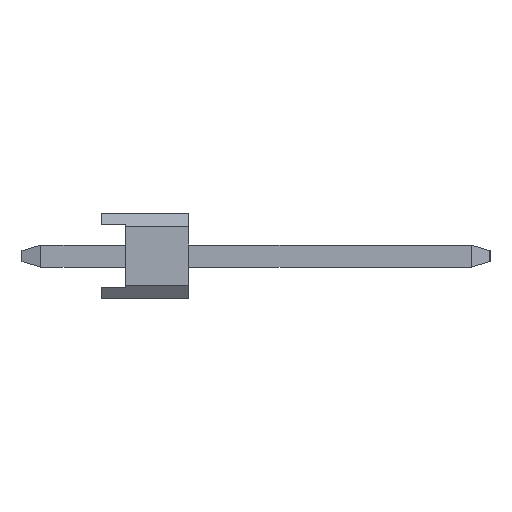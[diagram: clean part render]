
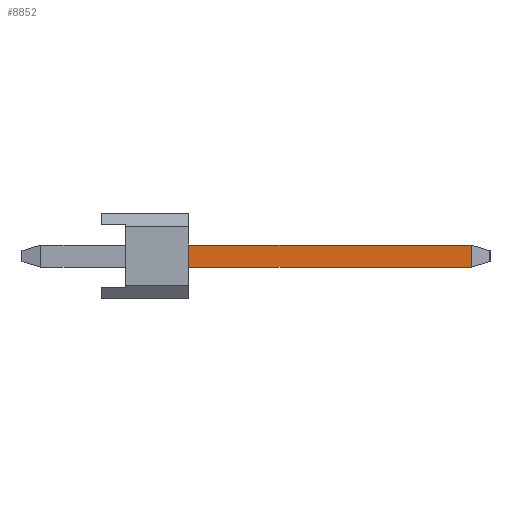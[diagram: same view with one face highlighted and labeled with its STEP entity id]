
A CAD part, left-side view. The second image highlights one B-rep face of the part: STEP entity #8852.
In plain terms, the highlighted planar face has unit normal (-1, 0, 0).
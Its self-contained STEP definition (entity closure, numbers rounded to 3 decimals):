
#4496=EDGE_CURVE('',#10676,#7932,#12845,.T.);
#4818=EDGE_CURVE('',#7932,#6924,#13199,.T.);
#6924=VERTEX_POINT('',#15512);
#7932=VERTEX_POINT('',#16614);
#8020=EDGE_CURVE('',#6924,#8446,#16709,.T.);
#8446=VERTEX_POINT('',#17177);
#8814=EDGE_CURVE('',#8446,#10676,#17579,.T.);
#8852=ADVANCED_FACE('',(#17622),#17623,.T.);
#10676=VERTEX_POINT('',#19669);
#12845=LINE('',#22175,#22176);
#13199=LINE('',#22685,#22686);
#15512=CARTESIAN_POINT('',(-33.34,-10.744,-0.32));
#16614=CARTESIAN_POINT('',(-33.34,-10.744,0.32));
#16709=LINE('',#27761,#27762);
#17177=CARTESIAN_POINT('',(-33.34,-2.54,-0.32));
#17579=LINE('',#28997,#28998);
#17622=FACE_OUTER_BOUND('',#29051,.T.);
#17623=PLANE('',#29052);
#19669=CARTESIAN_POINT('',(-33.34,-2.54,0.32));
#22175=CARTESIAN_POINT('',(-33.34,-4.49,0.32));
#22176=VECTOR('',#35279,1.0);
#22685=CARTESIAN_POINT('',(-33.34,-10.744,0.5));
#22686=VECTOR('',#35621,1.0);
#27761=CARTESIAN_POINT('',(-33.34,1.764,-0.32));
#27762=VECTOR('',#38962,1.0);
#28997=CARTESIAN_POINT('',(-33.34,-2.54,0.252));
#28998=VECTOR('',#39761,1.0);
#29051=EDGE_LOOP('',(#39808,#39809,#39810,#39811));
#29052=AXIS2_PLACEMENT_3D('',#39812,#39813,#39814);
#35279=DIRECTION('',(0.,-1.0,0.));
#35621=DIRECTION('',(0.0,0.,-1.0));
#38962=DIRECTION('',(0.,1.0,0.));
#39761=DIRECTION('',(0.,0.,1.0));
#39808=ORIENTED_EDGE('',*,*,#8814,.F.);
#39809=ORIENTED_EDGE('',*,*,#8020,.F.);
#39810=ORIENTED_EDGE('',*,*,#4818,.F.);
#39811=ORIENTED_EDGE('',*,*,#4496,.F.);
#39812=CARTESIAN_POINT('',(-33.34,1.764,0.5));
#39813=DIRECTION('',(-1.0,0.,0.));
#39814=DIRECTION('',(0.,1.0,0.));
